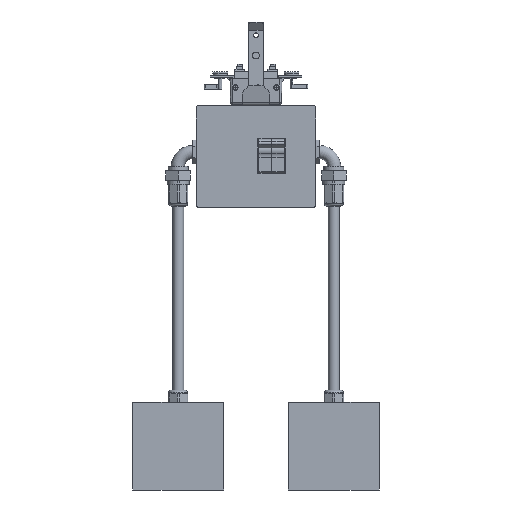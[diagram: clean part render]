
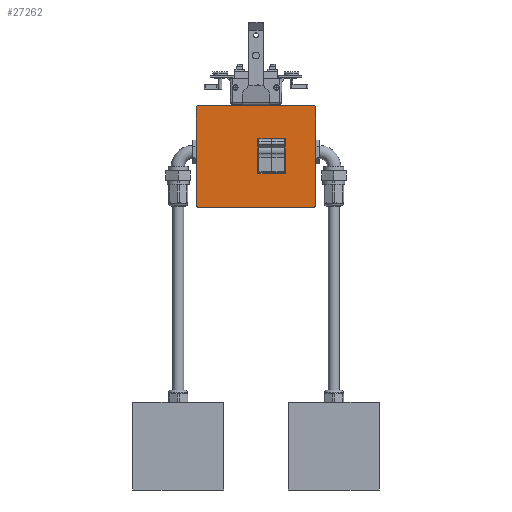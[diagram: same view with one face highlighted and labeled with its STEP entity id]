
A CAD part, front view. The second image highlights one B-rep face of the part: STEP entity #27262.
In plain terms, the highlighted planar face has unit normal (0, -1, 0).
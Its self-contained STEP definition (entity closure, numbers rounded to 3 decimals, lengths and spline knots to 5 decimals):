
#1070=FACE_BOUND('',#4741,.T.);
#1613=PLANE('',#31144);
#3003=FACE_OUTER_BOUND('',#4740,.T.);
#4740=EDGE_LOOP('',(#21839,#21840,#21841,#21842,#21843,#21844,#21845,#21846));
#4741=EDGE_LOOP('',(#21847,#21848,#21849,#21850));
#7014=LINE('',#48136,#9886);
#7015=LINE('',#48140,#9887);
#7016=LINE('',#48144,#9888);
#7017=LINE('',#48148,#9889);
#7018=LINE('',#48152,#9890);
#7019=LINE('',#48154,#9891);
#7020=LINE('',#48156,#9892);
#7021=LINE('',#48157,#9893);
#9886=VECTOR('',#36214,1.);
#9887=VECTOR('',#36217,1.);
#9888=VECTOR('',#36220,1.);
#9889=VECTOR('',#36223,1.);
#9890=VECTOR('',#36226,1.);
#9891=VECTOR('',#36227,1.);
#9892=VECTOR('',#36228,1.);
#9893=VECTOR('',#36229,1.);
#11802=CIRCLE('',#31145,0.01019);
#11803=CIRCLE('',#31146,0.01019);
#11804=CIRCLE('',#31147,0.01019);
#11805=CIRCLE('',#31148,0.01019);
#13202=VERTEX_POINT('',#48134);
#13203=VERTEX_POINT('',#48135);
#13204=VERTEX_POINT('',#48137);
#13205=VERTEX_POINT('',#48139);
#13206=VERTEX_POINT('',#48141);
#13207=VERTEX_POINT('',#48143);
#13208=VERTEX_POINT('',#48145);
#13209=VERTEX_POINT('',#48147);
#13210=VERTEX_POINT('',#48150);
#13211=VERTEX_POINT('',#48151);
#13212=VERTEX_POINT('',#48153);
#13213=VERTEX_POINT('',#48155);
#16259=EDGE_CURVE('',#13202,#13203,#7014,.T.);
#16260=EDGE_CURVE('',#13203,#13204,#11802,.T.);
#16261=EDGE_CURVE('',#13204,#13205,#7015,.T.);
#16262=EDGE_CURVE('',#13205,#13206,#11803,.T.);
#16263=EDGE_CURVE('',#13206,#13207,#7016,.T.);
#16264=EDGE_CURVE('',#13207,#13208,#11804,.T.);
#16265=EDGE_CURVE('',#13208,#13209,#7017,.T.);
#16266=EDGE_CURVE('',#13209,#13202,#11805,.T.);
#16267=EDGE_CURVE('',#13210,#13211,#7018,.T.);
#16268=EDGE_CURVE('',#13211,#13212,#7019,.T.);
#16269=EDGE_CURVE('',#13212,#13213,#7020,.T.);
#16270=EDGE_CURVE('',#13213,#13210,#7021,.T.);
#21839=ORIENTED_EDGE('',*,*,#16259,.T.);
#21840=ORIENTED_EDGE('',*,*,#16260,.T.);
#21841=ORIENTED_EDGE('',*,*,#16261,.T.);
#21842=ORIENTED_EDGE('',*,*,#16262,.T.);
#21843=ORIENTED_EDGE('',*,*,#16263,.T.);
#21844=ORIENTED_EDGE('',*,*,#16264,.T.);
#21845=ORIENTED_EDGE('',*,*,#16265,.T.);
#21846=ORIENTED_EDGE('',*,*,#16266,.T.);
#21847=ORIENTED_EDGE('',*,*,#16267,.T.);
#21848=ORIENTED_EDGE('',*,*,#16268,.T.);
#21849=ORIENTED_EDGE('',*,*,#16269,.T.);
#21850=ORIENTED_EDGE('',*,*,#16270,.T.);
#27262=ADVANCED_FACE('',(#3003,#1070),#1613,.T.);
#31144=AXIS2_PLACEMENT_3D('',#48133,#36212,#36213);
#31145=AXIS2_PLACEMENT_3D('',#48138,#36215,#36216);
#31146=AXIS2_PLACEMENT_3D('',#48142,#36218,#36219);
#31147=AXIS2_PLACEMENT_3D('',#48146,#36221,#36222);
#31148=AXIS2_PLACEMENT_3D('',#48149,#36224,#36225);
#36212=DIRECTION('center_axis',(0.,-1.,0.));
#36213=DIRECTION('ref_axis',(-1.,0.,0.));
#36214=DIRECTION('',(-1.,0.,0.));
#36215=DIRECTION('center_axis',(0.,-1.,0.));
#36216=DIRECTION('ref_axis',(1.,0.,0.));
#36217=DIRECTION('',(0.,0.,-1.));
#36218=DIRECTION('center_axis',(0.,-1.,0.));
#36219=DIRECTION('ref_axis',(1.,0.,0.));
#36220=DIRECTION('',(1.,0.,0.));
#36221=DIRECTION('center_axis',(0.,-1.,0.));
#36222=DIRECTION('ref_axis',(1.,0.,0.));
#36223=DIRECTION('',(0.,0.,1.));
#36224=DIRECTION('center_axis',(0.,-1.,0.));
#36225=DIRECTION('ref_axis',(1.,0.,0.));
#36226=DIRECTION('',(0.,0.,-1.));
#36227=DIRECTION('',(-1.,0.,0.));
#36228=DIRECTION('',(0.,0.,1.));
#36229=DIRECTION('',(1.,0.,0.));
#48133=CARTESIAN_POINT('Origin',(-0.26048,-0.09869,
-0.16345));
#48134=CARTESIAN_POINT('',(0.26058,-0.09869,-0.16345));
#48135=CARTESIAN_POINT('',(-0.26058,-0.09869,-0.16345));
#48136=CARTESIAN_POINT('',(0.26058,-0.09869,-0.16345));
#48137=CARTESIAN_POINT('',(-0.27077,-0.09869,-0.17364));
#48138=CARTESIAN_POINT('Origin',(-0.26058,-0.09869,
-0.17364));
#48139=CARTESIAN_POINT('',(-0.27077,-0.09869,-0.6116));
#48140=CARTESIAN_POINT('',(-0.27077,-0.09869,-0.17364));
#48141=CARTESIAN_POINT('',(-0.26058,-0.09869,-0.62178));
#48142=CARTESIAN_POINT('Origin',(-0.26058,-0.09869,
-0.6116));
#48143=CARTESIAN_POINT('',(0.26058,-0.09869,-0.62178));
#48144=CARTESIAN_POINT('',(-0.26058,-0.09869,-0.62178));
#48145=CARTESIAN_POINT('',(0.27077,-0.09869,-0.6116));
#48146=CARTESIAN_POINT('Origin',(0.26058,-0.09869,
-0.6116));
#48147=CARTESIAN_POINT('',(0.27077,-0.09869,-0.17364));
#48148=CARTESIAN_POINT('',(0.27077,-0.09869,-0.6116));
#48149=CARTESIAN_POINT('Origin',(0.26058,-0.09869,
-0.17364));
#48150=CARTESIAN_POINT('',(0.13327,-0.09869,-0.31345));
#48151=CARTESIAN_POINT('',(0.13327,-0.09869,-0.47012));
#48152=CARTESIAN_POINT('',(0.13327,-0.09869,-0.31345));
#48153=CARTESIAN_POINT('',(0.00886,-0.09869,-0.47012));
#48154=CARTESIAN_POINT('',(0.13327,-0.09869,-0.47012));
#48155=CARTESIAN_POINT('',(0.00886,-0.09869,-0.31345));
#48156=CARTESIAN_POINT('',(0.00886,-0.09869,-0.47012));
#48157=CARTESIAN_POINT('',(0.00886,-0.09869,-0.31345));
